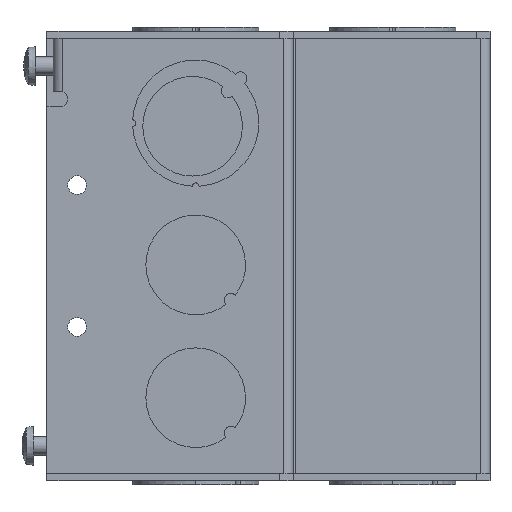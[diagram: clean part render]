
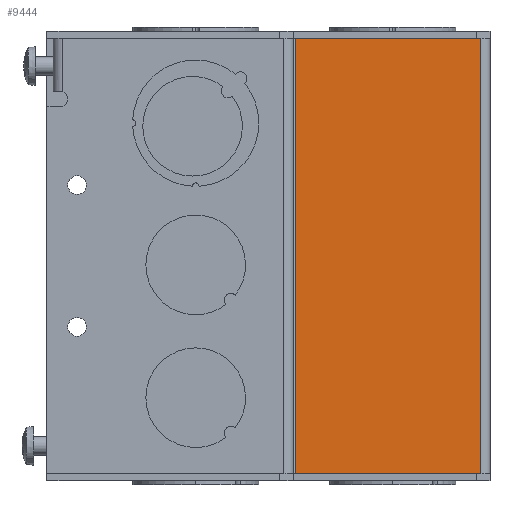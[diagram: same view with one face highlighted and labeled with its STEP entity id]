
A CAD part, left-side view. The second image highlights one B-rep face of the part: STEP entity #9444.
In plain terms, the highlighted planar face has unit normal (-1, 0, 0).
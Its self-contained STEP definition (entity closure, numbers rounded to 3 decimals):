
#425 = VERTEX_POINT ( 'NONE', #7779 ) ;
#529 = ORIENTED_EDGE ( 'NONE', *, *, #7737, .T. ) ;
#574 = CARTESIAN_POINT ( 'NONE',  ( -25.4, 0., 49.2 ) ) ;
#1247 = VECTOR ( 'NONE', #5539, 1000. ) ;
#1668 = DIRECTION ( 'NONE',  ( 0., -1., 0. ) ) ;
#1743 = VECTOR ( 'NONE', #8651, 1000. ) ;
#2005 = CARTESIAN_POINT ( 'NONE',  ( -25.4, -42.35, -49.2 ) ) ;
#2103 = CARTESIAN_POINT ( 'NONE',  ( -25.4, -42.35, 49.2 ) ) ;
#2218 = LINE ( 'NONE', #9760, #1247 ) ;
#2249 = EDGE_CURVE ( 'NONE', #2854, #8817, #7051, .T. ) ;
#2854 = VERTEX_POINT ( 'NONE', #5716 ) ;
#3238 = DIRECTION ( 'NONE',  ( 0., -1., 0. ) ) ;
#3888 = DIRECTION ( 'NONE',  ( 1., 0., 0. ) ) ;
#4768 = PLANE ( 'NONE',  #6064 ) ;
#5539 = DIRECTION ( 'NONE',  ( 0., 0., -1. ) ) ;
#5716 = CARTESIAN_POINT ( 'NONE',  ( -25.4, -42.35, 49.2 ) ) ;
#6023 = ORIENTED_EDGE ( 'NONE', *, *, #2249, .F. ) ;
#6064 = AXIS2_PLACEMENT_3D ( 'NONE', #574, #3888, #7214 ) ;
#6727 = VERTEX_POINT ( 'NONE', #10544 ) ;
#7051 = LINE ( 'NONE', #2103, #1743 ) ;
#7214 = DIRECTION ( 'NONE',  ( 0., 1., 0. ) ) ;
#7262 = FACE_OUTER_BOUND ( 'NONE', #9305, .T. ) ;
#7433 = ORIENTED_EDGE ( 'NONE', *, *, #10182, .T. ) ;
#7441 = CARTESIAN_POINT ( 'NONE',  ( -25.4, 0., -49.2 ) ) ;
#7519 = VECTOR ( 'NONE', #3238, 1000. ) ;
#7737 = EDGE_CURVE ( 'NONE', #6727, #8817, #10725, .T. ) ;
#7779 = CARTESIAN_POINT ( 'NONE',  ( -25.4, -0.5, 49.2 ) ) ;
#7979 = VECTOR ( 'NONE', #1668, 1000. ) ;
#8651 = DIRECTION ( 'NONE',  ( 0., 0., -1. ) ) ;
#8817 = VERTEX_POINT ( 'NONE', #2005 ) ;
#9149 = CARTESIAN_POINT ( 'NONE',  ( -25.4, 0., 49.2 ) ) ;
#9168 = EDGE_CURVE ( 'NONE', #425, #2854, #9978, .T. ) ;
#9305 = EDGE_LOOP ( 'NONE', ( #529, #6023, #10339, #7433 ) ) ;
#9444 = ADVANCED_FACE ( 'NONE', ( #7262 ), #4768, .F. ) ;
#9760 = CARTESIAN_POINT ( 'NONE',  ( -25.4, -0.5, 49.2 ) ) ;
#9978 = LINE ( 'NONE', #9149, #7979 ) ;
#10182 = EDGE_CURVE ( 'NONE', #425, #6727, #2218, .T. ) ;
#10339 = ORIENTED_EDGE ( 'NONE', *, *, #9168, .F. ) ;
#10544 = CARTESIAN_POINT ( 'NONE',  ( -25.4, -0.5, -49.2 ) ) ;
#10725 = LINE ( 'NONE', #7441, #7519 ) ;
